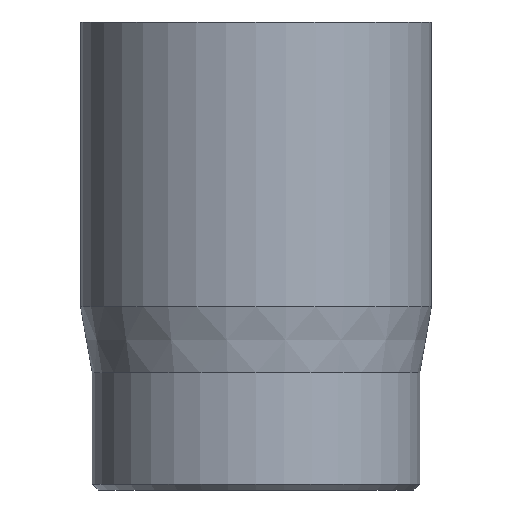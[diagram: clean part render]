
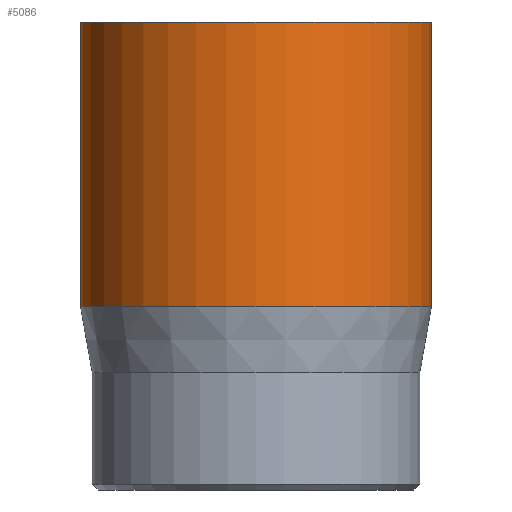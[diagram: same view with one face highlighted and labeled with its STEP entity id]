
A CAD part, front view. The second image highlights one B-rep face of the part: STEP entity #5086.
In plain terms, the highlighted cylindrical face has radius 1.5 mm (diameter 3 mm), a full revolution.
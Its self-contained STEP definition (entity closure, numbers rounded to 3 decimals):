
#721=CYLINDRICAL_SURFACE('',#5267,1.5);
#950=FACE_OUTER_BOUND('',#1254,.T.);
#1254=EDGE_LOOP('',(#4547,#4548,#4549,#4550,#4551));
#1582=LINE('',#9568,#1930);
#1930=VECTOR('',#5717,1.5);
#2017=CIRCLE('',#5249,1.5);
#2023=CIRCLE('',#5265,1.5);
#2024=CIRCLE('',#5266,1.5);
#2443=VERTEX_POINT('',#9537);
#2449=VERTEX_POINT('',#9562);
#2450=VERTEX_POINT('',#9563);
#3157=EDGE_CURVE('',#2443,#2443,#2017,.T.);
#3166=EDGE_CURVE('',#2449,#2450,#2023,.T.);
#3167=EDGE_CURVE('',#2450,#2449,#2024,.T.);
#3169=EDGE_CURVE('',#2443,#2449,#1582,.T.);
#4547=ORIENTED_EDGE('',*,*,#3157,.T.);
#4548=ORIENTED_EDGE('',*,*,#3169,.T.);
#4549=ORIENTED_EDGE('',*,*,#3166,.T.);
#4550=ORIENTED_EDGE('',*,*,#3167,.T.);
#4551=ORIENTED_EDGE('',*,*,#3169,.F.);
#5086=ADVANCED_FACE('',(#950),#721,.T.);
#5249=AXIS2_PLACEMENT_3D('',#9538,#5675,#5676);
#5265=AXIS2_PLACEMENT_3D('',#9564,#5710,#5711);
#5266=AXIS2_PLACEMENT_3D('',#9565,#5712,#5713);
#5267=AXIS2_PLACEMENT_3D('',#9567,#5715,#5716);
#5675=DIRECTION('center_axis',(0.,0.,-1.));
#5676=DIRECTION('ref_axis',(-1.,0.,0.));
#5710=DIRECTION('center_axis',(0.,0.,1.));
#5711=DIRECTION('ref_axis',(-1.,0.,0.));
#5712=DIRECTION('center_axis',(0.,0.,1.));
#5713=DIRECTION('ref_axis',(-1.,0.,0.));
#5715=DIRECTION('center_axis',(0.,0.,1.));
#5716=DIRECTION('ref_axis',(-1.,0.,0.));
#5717=DIRECTION('',(0.,0.,-1.));
#9537=CARTESIAN_POINT('',(1.5,0.,4.));
#9538=CARTESIAN_POINT('Origin',(0.,0.,4.));
#9562=CARTESIAN_POINT('',(1.5,0.,1.567));
#9563=CARTESIAN_POINT('',(-1.5,0.,1.567));
#9564=CARTESIAN_POINT('Origin',(0.,0.,1.567));
#9565=CARTESIAN_POINT('Origin',(0.,0.,1.567));
#9567=CARTESIAN_POINT('Origin',(0.,0.,0.));
#9568=CARTESIAN_POINT('',(1.5,0.,0.));
